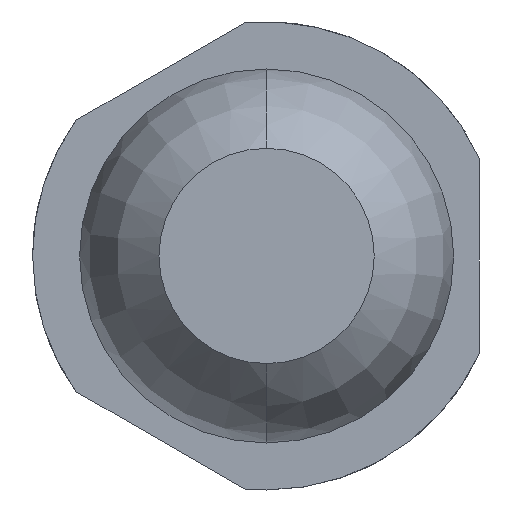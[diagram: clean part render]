
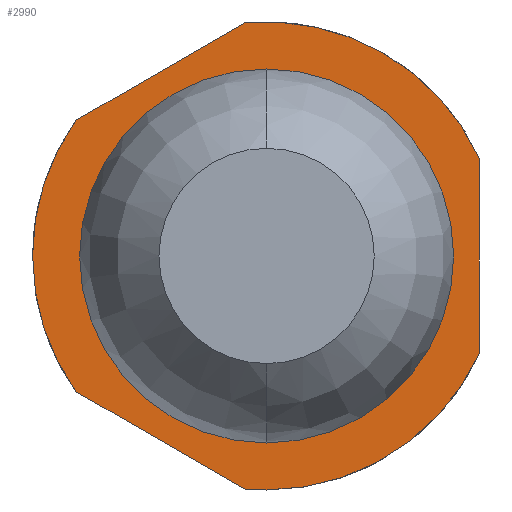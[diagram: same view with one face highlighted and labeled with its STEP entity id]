
A CAD part, front view. The second image highlights one B-rep face of the part: STEP entity #2990.
In plain terms, the highlighted planar face has unit normal (0, -1, 0).
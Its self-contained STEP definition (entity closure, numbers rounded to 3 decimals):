
#56 = CARTESIAN_POINT ( 'NONE',  ( -1.035, 6.4, 0.736 ) ) ;
#97 = CARTESIAN_POINT ( 'NONE',  ( 1.155, 6.4, 0.529 ) ) ;
#189 = EDGE_CURVE ( 'Defeature ausgef�hrt1_2+Defeature ausgef�hrt1_3+Defeature ausgef�hrt1_7+Defeature ausgef�hrt1_9', #1074, #1343, #2614, .T. ) ;
#192 = DIRECTION ( 'NONE',  ( 0., 1., 0. ) ) ;
#204 = CIRCLE ( 'NONE', #2787, 0.635 ) ;
#211 = CARTESIAN_POINT ( 'NONE',  ( 0., 6.4, 0. ) ) ;
#364 = FACE_BOUND ( 'NONE', #3681, .T. ) ;
#367 = CARTESIAN_POINT ( 'NONE',  ( 1.155, 6.4, -0.529 ) ) ;
#422 = LINE ( 'NONE', #1412, #2667 ) ;
#473 = EDGE_LOOP ( 'NONE', ( #534, #2274, #3795, #649, #3677, #4008, #506 ) ) ;
#506 = ORIENTED_EDGE ( 'NONE', *, *, #2085, .T. ) ;
#534 = ORIENTED_EDGE ( 'NONE', *, *, #1388, .F. ) ;
#586 = CIRCLE ( 'NONE', #1505, 1.27 ) ;
#649 = ORIENTED_EDGE ( 'NONE', *, *, #879, .T. ) ;
#651 = DIRECTION ( 'NONE',  ( 0., 1., 0. ) ) ;
#693 = ORIENTED_EDGE ( 'NONE', *, *, #3009, .F. ) ;
#879 = EDGE_CURVE ( 'Defeature ausgef�hrt1_3+Defeature ausgef�hrt1_9+Defeature ausgef�hrt1_4+Defeature ausgef�hrt1_2', #1782, #1343, #422, .T. ) ;
#909 = CARTESIAN_POINT ( 'NONE',  ( 0., 6.4, 0. ) ) ;
#918 = VERTEX_POINT ( 'NONE', #97 ) ;
#930 = EDGE_CURVE ( 'Defeature ausgef�hrt1_5+Defeature ausgef�hrt1_3+Defeature ausgef�hrt1_3+Defeature ausgef�hrt1_3', #1835, #3846, #204, .T. ) ;
#1074 = VERTEX_POINT ( 'NONE', #1249 ) ;
#1163 = LINE ( 'NONE', #2646, #1636 ) ;
#1220 = AXIS2_PLACEMENT_3D ( 'NONE', #4399, #651, #4026 ) ;
#1249 = CARTESIAN_POINT ( 'NONE',  ( 0., 6.4, -1.27 ) ) ;
#1251 = CARTESIAN_POINT ( 'NONE',  ( 0., 6.4, -0.635 ) ) ;
#1288 = VERTEX_POINT ( 'NONE', #1507 ) ;
#1291 = CARTESIAN_POINT ( 'NONE',  ( 0., 6.4, 0.635 ) ) ;
#1343 = VERTEX_POINT ( 'NONE', #2171 ) ;
#1388 = EDGE_CURVE ( 'Defeature ausgef�hrt1_1+Defeature ausgef�hrt1_3+Defeature ausgef�hrt1_8+Defeature ausgef�hrt1_7', #1288, #918, #2030, .T. ) ;
#1412 = CARTESIAN_POINT ( 'NONE',  ( -0.577, 6.4, -1. ) ) ;
#1471 = DIRECTION ( 'NONE',  ( 0., 1., 0. ) ) ;
#1496 = CARTESIAN_POINT ( 'NONE',  ( 0., 6.4, 0. ) ) ;
#1505 = AXIS2_PLACEMENT_3D ( 'NONE', #3012, #1958, #4005 ) ;
#1507 = CARTESIAN_POINT ( 'NONE',  ( -0.119, 6.4, 1.264 ) ) ;
#1567 = DIRECTION ( 'NONE',  ( 0., 0., 1. ) ) ;
#1636 = VECTOR ( 'NONE', #3273, 1000. ) ;
#1696 = CIRCLE ( 'NONE', #2164, 0.635 ) ;
#1769 = DIRECTION ( 'NONE',  ( 0., 0., 1. ) ) ;
#1782 = VERTEX_POINT ( 'NONE', #4210 ) ;
#1788 = DIRECTION ( 'NONE',  ( 0., -1., 0. ) ) ;
#1835 = VERTEX_POINT ( 'NONE', #1251 ) ;
#1917 = VECTOR ( 'NONE', #1769, 1000. ) ;
#1958 = DIRECTION ( 'NONE',  ( 0., 1., 0. ) ) ;
#2030 = CIRCLE ( 'NONE', #3614, 1.27 ) ;
#2038 = VERTEX_POINT ( 'NONE', #367 ) ;
#2085 = EDGE_CURVE ( 'Defeature ausgef�hrt1_3+Defeature ausgef�hrt1_7+Defeature ausgef�hrt1_2+Defeature ausgef�hrt1_1', #2038, #918, #2762, .T. ) ;
#2164 = AXIS2_PLACEMENT_3D ( 'NONE', #4236, #2243, #2540 ) ;
#2171 = CARTESIAN_POINT ( 'NONE',  ( -0.119, 6.4, -1.264 ) ) ;
#2243 = DIRECTION ( 'NONE',  ( 0., -1., 0. ) ) ;
#2248 = FACE_OUTER_BOUND ( 'NONE', #473, .T. ) ;
#2273 = DIRECTION ( 'NONE',  ( 0., 0., 1. ) ) ;
#2274 = ORIENTED_EDGE ( 'NONE', *, *, #2403, .T. ) ;
#2403 = EDGE_CURVE ( 'Defeature ausgef�hrt1_3+Defeature ausgef�hrt1_8+Defeature ausgef�hrt1_1+Defeature ausgef�hrt1_4', #1288, #3982, #1163, .T. ) ;
#2436 = DIRECTION ( 'NONE',  ( 0.866, 0., -0.5 ) ) ;
#2540 = DIRECTION ( 'NONE',  ( 0., 0., 1. ) ) ;
#2598 = AXIS2_PLACEMENT_3D ( 'NONE', #211, #3230, #1567 ) ;
#2614 = CIRCLE ( 'NONE', #2598, 1.27 ) ;
#2632 = AXIS2_PLACEMENT_3D ( 'NONE', #3198, #1471, #3070 ) ;
#2646 = CARTESIAN_POINT ( 'NONE',  ( -0.577, 6.4, 1. ) ) ;
#2667 = VECTOR ( 'NONE', #2436, 1000. ) ;
#2762 = LINE ( 'NONE', #3444, #1917 ) ;
#2787 = AXIS2_PLACEMENT_3D ( 'NONE', #1496, #1788, #3155 ) ;
#2878 = EDGE_CURVE ( 'Defeature ausgef�hrt1_2+Defeature ausgef�hrt1_3+Defeature ausgef�hrt1_7+Defeature ausgef�hrt1_9', #2038, #1074, #3394, .T. ) ;
#2990 = ADVANCED_FACE ( 'Defeature ausgef�hrt1_3', ( #2248, #364 ), #3856, .F. ) ;
#3009 = EDGE_CURVE ( 'Defeature ausgef�hrt1_5+Defeature ausgef�hrt1_3+Defeature ausgef�hrt1_3+Defeature ausgef�hrt1_3', #3846, #1835, #1696, .T. ) ;
#3012 = CARTESIAN_POINT ( 'NONE',  ( 0., 6.4, 0. ) ) ;
#3070 = DIRECTION ( 'NONE',  ( 0., 0., 1. ) ) ;
#3155 = DIRECTION ( 'NONE',  ( 0., 0., 1. ) ) ;
#3198 = CARTESIAN_POINT ( 'NONE',  ( 0., 6.4, 0. ) ) ;
#3230 = DIRECTION ( 'NONE',  ( 0., 1., 0. ) ) ;
#3273 = DIRECTION ( 'NONE',  ( -0.866, 0., -0.5 ) ) ;
#3394 = CIRCLE ( 'NONE', #1220, 1.27 ) ;
#3444 = CARTESIAN_POINT ( 'NONE',  ( 1.155, 6.4, 0. ) ) ;
#3482 = ORIENTED_EDGE ( 'NONE', *, *, #930, .F. ) ;
#3614 = AXIS2_PLACEMENT_3D ( 'NONE', #909, #192, #2273 ) ;
#3677 = ORIENTED_EDGE ( 'NONE', *, *, #189, .F. ) ;
#3681 = EDGE_LOOP ( 'NONE', ( #693, #3482 ) ) ;
#3760 = EDGE_CURVE ( 'Defeature ausgef�hrt1_4+Defeature ausgef�hrt1_3+Defeature ausgef�hrt1_9+Defeature ausgef�hrt1_8', #1782, #3982, #586, .T. ) ;
#3795 = ORIENTED_EDGE ( 'NONE', *, *, #3760, .F. ) ;
#3846 = VERTEX_POINT ( 'NONE', #1291 ) ;
#3856 = PLANE ( 'NONE',  #2632 ) ;
#3982 = VERTEX_POINT ( 'NONE', #56 ) ;
#4005 = DIRECTION ( 'NONE',  ( 0., 0., 1. ) ) ;
#4008 = ORIENTED_EDGE ( 'NONE', *, *, #2878, .F. ) ;
#4026 = DIRECTION ( 'NONE',  ( 0., 0., 1. ) ) ;
#4210 = CARTESIAN_POINT ( 'NONE',  ( -1.035, 6.4, -0.736 ) ) ;
#4236 = CARTESIAN_POINT ( 'NONE',  ( 0., 6.4, 0. ) ) ;
#4399 = CARTESIAN_POINT ( 'NONE',  ( 0., 6.4, 0. ) ) ;
